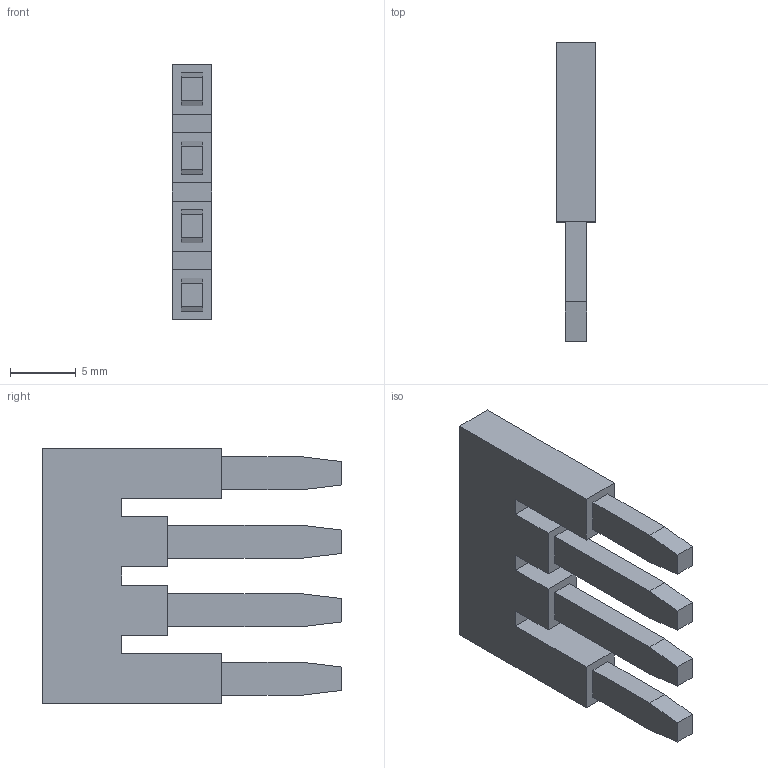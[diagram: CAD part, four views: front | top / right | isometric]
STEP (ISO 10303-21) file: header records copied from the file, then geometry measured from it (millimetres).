
FILE_DESCRIPTION(('OneSpaceDesigner STEP Export'),'2;1');
FILE_NAME('3030187_FBS_4-5_select.stp','2005-05-20T13:45:20',(''),(''),'OneSpace Designer STEP processor (Jan. 2003) for AP203(Solid Model)','OneSpace Designer 12.01C 26-Mar-2004 (C) CoCreate Software GmbH','');
FILE_SCHEMA(('CONFIG_CONTROL_DESIGN'));
Length unit declared in the file: millimetre
Products named in the file (2): 3030187_FBS_4-5_select
Assembly tree (1 placements, depth 2):
  3030187_FBS_4-5_select
    3030187_FBS_4-5_select
Bounding box: 3 x 22.68 x 19.4 mm (x, y, z)
Volume: 773.3 mm3; surface area: 1038.9 mm2
Topology: 1 solids, 1 shells, 46 faces, 120 edges, 80 vertices
Faces by surface type: plane 46
Entity records: 1969 total; most frequent: CARTESIAN_POINT 247, ORIENTED_EDGE 240, DIRECTION 214, VECTOR 120, LINE 120, EDGE_CURVE 120, VERTEX_POINT 80, EDGE_LOOP 50
